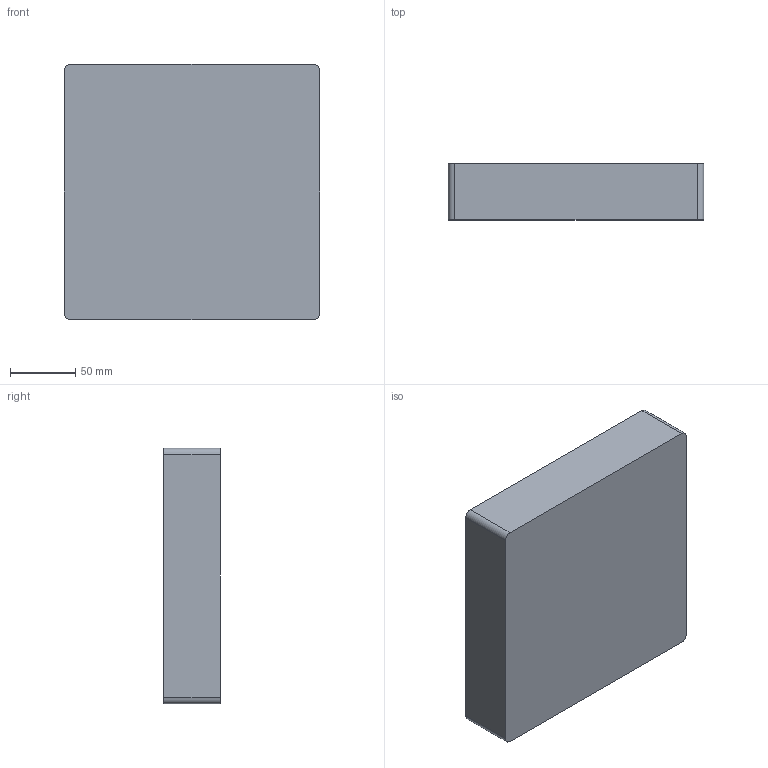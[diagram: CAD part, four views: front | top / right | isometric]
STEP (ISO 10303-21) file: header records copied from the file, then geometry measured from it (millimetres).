
FILE_DESCRIPTION (( 'STEP AP203' ), '1' );
FILE_NAME ('PCB Box wide.STEP', '2022-07-21T05:58:59', ( '' ), ( '' ), 'SwSTEP 2.0', 'SolidWorks 2021', '' );
FILE_SCHEMA (( 'CONFIG_CONTROL_DESIGN' ));
Length unit declared in the file: millimetre
Products named in the file (1): PCB Box wide
Bounding box: 196 x 43 x 196 mm (x, y, z)
Volume: 227974 mm3; surface area: 147655.9 mm2
Topology: 1 solids, 1 shells, 243 faces, 516 edges, 344 vertices
Faces by surface type: cylinder 152, plane 91
Entity records: 6771 total; most frequent: DIRECTION 1308, CARTESIAN_POINT 1104, ORIENTED_EDGE 1032, AXIS2_PLACEMENT_3D 548, EDGE_CURVE 516, VERTEX_POINT 344, EDGE_LOOP 312, CIRCLE 304
